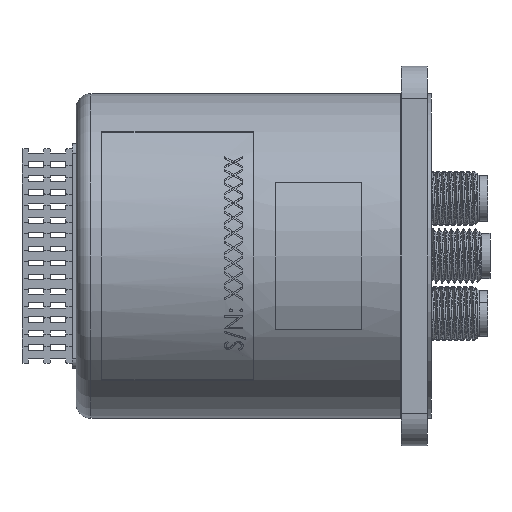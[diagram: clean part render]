
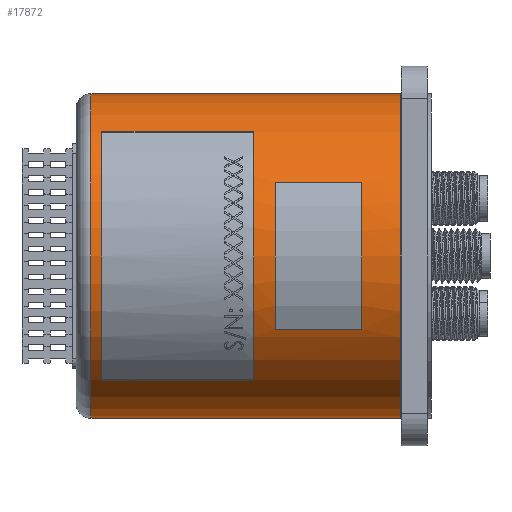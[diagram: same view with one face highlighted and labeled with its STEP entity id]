
A CAD part, left-side view. The second image highlights one B-rep face of the part: STEP entity #17872.
In plain terms, the highlighted cylindrical face has radius 19.025 mm (diameter 38.049 mm), a partial arc.
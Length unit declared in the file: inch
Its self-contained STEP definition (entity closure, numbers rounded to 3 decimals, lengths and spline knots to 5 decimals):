
#291 = VECTOR ( 'NONE', #36724, 39.37008 ) ;
#506 = ORIENTED_EDGE ( 'NONE', *, *, #31328, .F. ) ;
#632 = LINE ( 'NONE', #40231, #38378 ) ;
#843 = LINE ( 'NONE', #44910, #30004 ) ;
#4335 = DIRECTION ( 'NONE',  ( -0.45, 0., -0.893 ) ) ;
#5675 = DIRECTION ( 'NONE',  ( 0., 1., 0. ) ) ;
#6745 = AXIS2_PLACEMENT_3D ( 'NONE', #41806, #5675, #13342 ) ;
#7088 = VERTEX_POINT ( 'NONE', #44116 ) ;
#7556 = EDGE_CURVE ( 'NONE', #47694, #7088, #52079, .T. ) ;
#8076 = CARTESIAN_POINT ( 'NONE',  ( -0.3374, 1.36, -0.6687 ) ) ;
#8238 = AXIS2_PLACEMENT_3D ( 'NONE', #21794, #50021, #40613 ) ;
#10243 = CARTESIAN_POINT ( 'NONE',  ( 0.3374, 1.36, -0.6687 ) ) ;
#10949 = AXIS2_PLACEMENT_3D ( 'NONE', #32467, #12438, #44614 ) ;
#11590 = CARTESIAN_POINT ( 'NONE',  ( 0., 2.21, 0. ) ) ;
#11941 = CARTESIAN_POINT ( 'NONE',  ( -0.57143, 2.16, -0.48422 ) ) ;
#12138 = EDGE_CURVE ( 'NONE', #20856, #38929, #32498, .T. ) ;
#12438 = DIRECTION ( 'NONE',  ( 0., 1., 0. ) ) ;
#12440 = ORIENTED_EDGE ( 'NONE', *, *, #12138, .F. ) ;
#12715 = ORIENTED_EDGE ( 'NONE', *, *, #38629, .T. ) ;
#12922 = CARTESIAN_POINT ( 'NONE',  ( 0.3374, 0.96, -0.6687 ) ) ;
#12965 = DIRECTION ( 'NONE',  ( 0., 1., 0. ) ) ;
#13040 = CARTESIAN_POINT ( 'NONE',  ( 0., 1.36, 0. ) ) ;
#13342 = DIRECTION ( 'NONE',  ( -1., 0., 0. ) ) ;
#14250 = CYLINDRICAL_SURFACE ( 'NONE', #41259, 0.749 ) ;
#14642 = AXIS2_PLACEMENT_3D ( 'NONE', #32729, #12965, #48829 ) ;
#15544 = CARTESIAN_POINT ( 'NONE',  ( 0.57143, 1.46, -0.48422 ) ) ;
#15754 = AXIS2_PLACEMENT_3D ( 'NONE', #11590, #15806, #23461 ) ;
#15806 = DIRECTION ( 'NONE',  ( 0., 1., 0. ) ) ;
#16122 = VECTOR ( 'NONE', #39646, 39.37008 ) ;
#16136 = EDGE_CURVE ( 'NONE', #20856, #42851, #29502, .T. ) ;
#16227 = DIRECTION ( 'NONE',  ( 0., 1., 0. ) ) ;
#16272 = DIRECTION ( 'NONE',  ( 0., -1., 0. ) ) ;
#16953 = DIRECTION ( 'NONE',  ( 0., 1., 0. ) ) ;
#17872 = ADVANCED_FACE ( 'NONE', ( #46424, #46948, #51437 ), #14250, .T. ) ;
#18984 = CARTESIAN_POINT ( 'NONE',  ( -0.749, 2.21, 0. ) ) ;
#19140 = CIRCLE ( 'NONE', #15754, 0.749 ) ;
#20017 = EDGE_CURVE ( 'NONE', #7088, #46236, #48058, .T. ) ;
#20502 = ORIENTED_EDGE ( 'NONE', *, *, #27787, .T. ) ;
#20856 = VERTEX_POINT ( 'NONE', #33181 ) ;
#20938 = VERTEX_POINT ( 'NONE', #10243 ) ;
#21485 = ORIENTED_EDGE ( 'NONE', *, *, #24383, .F. ) ;
#21794 = CARTESIAN_POINT ( 'NONE',  ( 0., 2.16, 0. ) ) ;
#23461 = DIRECTION ( 'NONE',  ( -1., 0., 0. ) ) ;
#24383 = EDGE_CURVE ( 'NONE', #39409, #43379, #24387, .T. ) ;
#24387 = CIRCLE ( 'NONE', #10949, 0.749 ) ;
#24514 = ORIENTED_EDGE ( 'NONE', *, *, #20017, .T. ) ;
#24568 = ORIENTED_EDGE ( 'NONE', *, *, #29817, .T. ) ;
#24672 = LINE ( 'NONE', #8076, #50737 ) ;
#25031 = VECTOR ( 'NONE', #26132, 39.37008 ) ;
#25446 = ORIENTED_EDGE ( 'NONE', *, *, #7556, .T. ) ;
#25824 = EDGE_LOOP ( 'NONE', ( #12440, #48228, #41504, #506 ) ) ;
#26132 = DIRECTION ( 'NONE',  ( 0., 1., 0. ) ) ;
#26362 = DIRECTION ( 'NONE',  ( 0., 1., 0. ) ) ;
#27387 = CARTESIAN_POINT ( 'NONE',  ( -0.3374, 1.36, -0.6687 ) ) ;
#27787 = EDGE_CURVE ( 'NONE', #43871, #43379, #24672, .T. ) ;
#29416 = DIRECTION ( 'NONE',  ( 0., 1., 0. ) ) ;
#29502 = CIRCLE ( 'NONE', #6745, 0.749 ) ;
#29817 = EDGE_CURVE ( 'NONE', #34537, #47694, #46186, .T. ) ;
#30004 = VECTOR ( 'NONE', #16953, 39.37008 ) ;
#30348 = DIRECTION ( 'NONE',  ( -1., 0., 0. ) ) ;
#30903 = CARTESIAN_POINT ( 'NONE',  ( 0.57143, 2.16, -0.48422 ) ) ;
#31328 = EDGE_CURVE ( 'NONE', #38929, #49554, #19140, .T. ) ;
#32467 = CARTESIAN_POINT ( 'NONE',  ( 0., 0.96, 0. ) ) ;
#32498 = LINE ( 'NONE', #37260, #291 ) ;
#32729 = CARTESIAN_POINT ( 'NONE',  ( 0., 1.46, 0. ) ) ;
#33181 = CARTESIAN_POINT ( 'NONE',  ( 0.749, 0.781, 0. ) ) ;
#34537 = VERTEX_POINT ( 'NONE', #15544 ) ;
#34676 = EDGE_LOOP ( 'NONE', ( #12715, #20502, #21485, #40418 ) ) ;
#35690 = CARTESIAN_POINT ( 'NONE',  ( 0.749, 2.21, 0. ) ) ;
#36044 = EDGE_CURVE ( 'NONE', #34537, #46236, #49984, .T. ) ;
#36724 = DIRECTION ( 'NONE',  ( 0., 1., 0. ) ) ;
#36876 = CARTESIAN_POINT ( 'NONE',  ( -0.57143, 1.46, -0.48422 ) ) ;
#37260 = CARTESIAN_POINT ( 'NONE',  ( 0.749, 2.279, 0. ) ) ;
#37528 = AXIS2_PLACEMENT_3D ( 'NONE', #13040, #16227, #4335 ) ;
#38378 = VECTOR ( 'NONE', #29416, 39.37008 ) ;
#38629 = EDGE_CURVE ( 'NONE', #20938, #43871, #42571, .T. ) ;
#38929 = VERTEX_POINT ( 'NONE', #35690 ) ;
#39409 = VERTEX_POINT ( 'NONE', #12922 ) ;
#39638 = EDGE_CURVE ( 'NONE', #39409, #20938, #632, .T. ) ;
#39646 = DIRECTION ( 'NONE',  ( 0., -1., 0. ) ) ;
#39854 = EDGE_CURVE ( 'NONE', #42851, #49554, #843, .T. ) ;
#40231 = CARTESIAN_POINT ( 'NONE',  ( 0.3374, 0.96, -0.6687 ) ) ;
#40418 = ORIENTED_EDGE ( 'NONE', *, *, #39638, .T. ) ;
#40613 = DIRECTION ( 'NONE',  ( -0.763, 0., -0.646 ) ) ;
#41259 = AXIS2_PLACEMENT_3D ( 'NONE', #43002, #26362, #30348 ) ;
#41504 = ORIENTED_EDGE ( 'NONE', *, *, #39854, .T. ) ;
#41806 = CARTESIAN_POINT ( 'NONE',  ( 0., 0.781, 0. ) ) ;
#42571 = CIRCLE ( 'NONE', #37528, 0.749 ) ;
#42851 = VERTEX_POINT ( 'NONE', #51671 ) ;
#43002 = CARTESIAN_POINT ( 'NONE',  ( 0., 2.279, 0. ) ) ;
#43379 = VERTEX_POINT ( 'NONE', #52065 ) ;
#43871 = VERTEX_POINT ( 'NONE', #27387 ) ;
#44116 = CARTESIAN_POINT ( 'NONE',  ( -0.57143, 2.16, -0.48422 ) ) ;
#44614 = DIRECTION ( 'NONE',  ( -0.45, 0., -0.893 ) ) ;
#44907 = ORIENTED_EDGE ( 'NONE', *, *, #36044, .F. ) ;
#44910 = CARTESIAN_POINT ( 'NONE',  ( -0.749, 2.279, 0. ) ) ;
#46186 = LINE ( 'NONE', #50144, #25031 ) ;
#46236 = VERTEX_POINT ( 'NONE', #36876 ) ;
#46424 = FACE_OUTER_BOUND ( 'NONE', #25824, .T. ) ;
#46948 = FACE_BOUND ( 'NONE', #34676, .T. ) ;
#47694 = VERTEX_POINT ( 'NONE', #30903 ) ;
#48058 = LINE ( 'NONE', #11941, #16122 ) ;
#48228 = ORIENTED_EDGE ( 'NONE', *, *, #16136, .T. ) ;
#48829 = DIRECTION ( 'NONE',  ( -0.763, 0., -0.646 ) ) ;
#49554 = VERTEX_POINT ( 'NONE', #18984 ) ;
#49984 = CIRCLE ( 'NONE', #14642, 0.749 ) ;
#50021 = DIRECTION ( 'NONE',  ( 0., 1., 0. ) ) ;
#50144 = CARTESIAN_POINT ( 'NONE',  ( 0.57143, 1.46, -0.48422 ) ) ;
#50737 = VECTOR ( 'NONE', #16272, 39.37008 ) ;
#51437 = FACE_BOUND ( 'NONE', #52063, .T. ) ;
#51671 = CARTESIAN_POINT ( 'NONE',  ( -0.749, 0.781, 0. ) ) ;
#52063 = EDGE_LOOP ( 'NONE', ( #25446, #24514, #44907, #24568 ) ) ;
#52065 = CARTESIAN_POINT ( 'NONE',  ( -0.3374, 0.96, -0.6687 ) ) ;
#52079 = CIRCLE ( 'NONE', #8238, 0.749 ) ;
